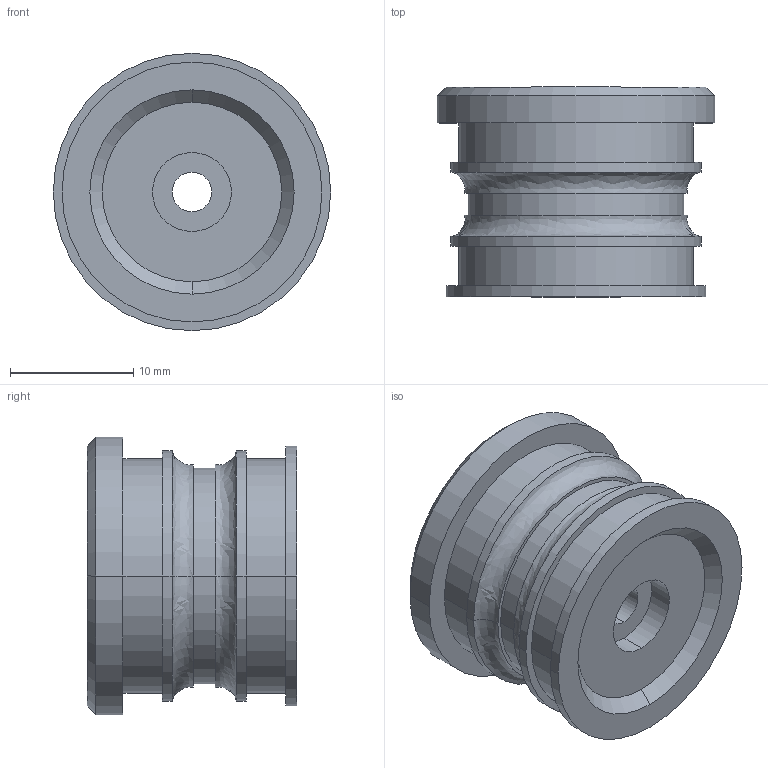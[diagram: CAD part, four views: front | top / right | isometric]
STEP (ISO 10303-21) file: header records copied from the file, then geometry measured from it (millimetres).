
FILE_DESCRIPTION (( 'STEP AP214' ), '1' );
FILE_NAME ('Kettenrad_Antrieb.STEP', '2017-07-13T09:15:58', ( '' ), ( '' ), 'SwSTEP 2.0', 'SolidWorks 2016', '' );
FILE_SCHEMA (( 'AUTOMOTIVE_DESIGN' ));
Length unit declared in the file: millimetre
Products named in the file (1): Kettenrad_Antrieb
Bounding box: 22.5 x 17 x 22.5 mm (x, y, z)
Volume: 4624.3 mm3; surface area: 2357.8 mm2
Topology: 1 solids, 1 shells, 47 faces, 97 edges, 61 vertices
Faces by surface type: cylinder 21, plane 15, cone 7, bspline 4
Entity records: 1348 total; most frequent: CARTESIAN_POINT 290, DIRECTION 232, ORIENTED_EDGE 194, AXIS2_PLACEMENT_3D 99, EDGE_CURVE 97, VERTEX_POINT 61, EDGE_LOOP 58, CIRCLE 55
